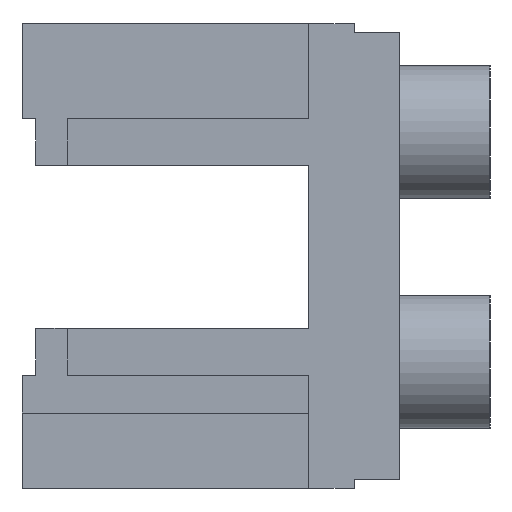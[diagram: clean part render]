
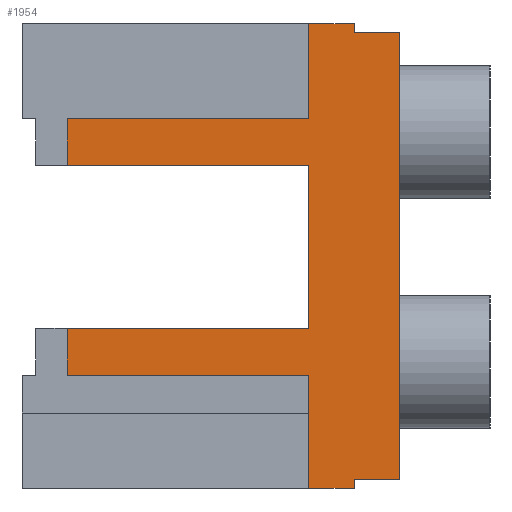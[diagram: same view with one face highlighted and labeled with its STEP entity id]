
A CAD part, left-side view. The second image highlights one B-rep face of the part: STEP entity #1954.
In plain terms, the highlighted planar face has unit normal (-1, 0, 0).
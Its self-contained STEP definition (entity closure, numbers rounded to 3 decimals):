
#1954=ADVANCED_FACE('',(#3408),#2686,.T.);
#2686=PLANE('',#19866);
#3408=FACE_OUTER_BOUND('',#4629,.T.);
#4629=EDGE_LOOP('',(#9828,#9829,#9830,#9831,#9832,#9833,#9834,#9835,#9836,
#9837,#9838,#9839,#9840,#9841,#9842,#9843));
#9828=ORIENTED_EDGE('',*,*,#14889,.T.);
#9829=ORIENTED_EDGE('',*,*,#14750,.T.);
#9830=ORIENTED_EDGE('',*,*,#14765,.F.);
#9831=ORIENTED_EDGE('',*,*,#14772,.T.);
#9832=ORIENTED_EDGE('',*,*,#14779,.T.);
#9833=ORIENTED_EDGE('',*,*,#14870,.T.);
#9834=ORIENTED_EDGE('',*,*,#14862,.F.);
#9835=ORIENTED_EDGE('',*,*,#14853,.T.);
#9836=ORIENTED_EDGE('',*,*,#14844,.T.);
#9837=ORIENTED_EDGE('',*,*,#14890,.T.);
#9838=ORIENTED_EDGE('',*,*,#14891,.T.);
#9839=ORIENTED_EDGE('',*,*,#14892,.T.);
#9840=ORIENTED_EDGE('',*,*,#14893,.T.);
#9841=ORIENTED_EDGE('',*,*,#14894,.T.);
#9842=ORIENTED_EDGE('',*,*,#14564,.T.);
#9843=ORIENTED_EDGE('',*,*,#14887,.T.);
#12176=VERTEX_POINT('',#29582);
#12177=VERTEX_POINT('',#29584);
#12312=VERTEX_POINT('',#29968);
#12313=VERTEX_POINT('',#29969);
#12323=VERTEX_POINT('',#30004);
#12326=VERTEX_POINT('',#30016);
#12330=VERTEX_POINT('',#30030);
#12377=VERTEX_POINT('',#30161);
#12378=VERTEX_POINT('',#30163);
#12384=VERTEX_POINT('',#30181);
#12391=VERTEX_POINT('',#30206);
#12405=VERTEX_POINT('',#30253);
#12406=VERTEX_POINT('',#30260);
#12407=VERTEX_POINT('',#30262);
#12408=VERTEX_POINT('',#30264);
#12409=VERTEX_POINT('',#30266);
#14564=EDGE_CURVE('',#12177,#12176,#16168,.T.);
#14750=EDGE_CURVE('',#12312,#12313,#16293,.T.);
#14765=EDGE_CURVE('',#12323,#12313,#16305,.T.);
#14772=EDGE_CURVE('',#12323,#12326,#16312,.T.);
#14779=EDGE_CURVE('',#12326,#12330,#16318,.T.);
#14844=EDGE_CURVE('',#12378,#12377,#16383,.T.);
#14853=EDGE_CURVE('',#12384,#12378,#16391,.T.);
#14862=EDGE_CURVE('',#12384,#12391,#16398,.T.);
#14870=EDGE_CURVE('',#12330,#12391,#16405,.T.);
#14887=EDGE_CURVE('',#12176,#12405,#16422,.T.);
#14889=EDGE_CURVE('',#12405,#12312,#16424,.T.);
#14890=EDGE_CURVE('',#12377,#12406,#16425,.T.);
#14891=EDGE_CURVE('',#12406,#12407,#16426,.T.);
#14892=EDGE_CURVE('',#12407,#12408,#16427,.T.);
#14893=EDGE_CURVE('',#12408,#12409,#16428,.T.);
#14894=EDGE_CURVE('',#12409,#12177,#16429,.T.);
#16168=LINE('',#29583,#17692);
#16293=LINE('',#29967,#17817);
#16305=LINE('',#30005,#17829);
#16312=LINE('',#30017,#17836);
#16318=LINE('',#30031,#17842);
#16383=LINE('',#30162,#17907);
#16391=LINE('',#30180,#17915);
#16398=LINE('',#30205,#17922);
#16405=LINE('',#30221,#17929);
#16422=LINE('',#30254,#17946);
#16424=LINE('',#30257,#17948);
#16425=LINE('',#30259,#17949);
#16426=LINE('',#30261,#17950);
#16427=LINE('',#30263,#17951);
#16428=LINE('',#30265,#17952);
#16429=LINE('',#30267,#17953);
#17692=VECTOR('',#24443,1.);
#17817=VECTOR('',#24816,1.);
#17829=VECTOR('',#24842,1.);
#17836=VECTOR('',#24853,1.);
#17842=VECTOR('',#24867,1.);
#17907=VECTOR('',#24970,1.);
#17915=VECTOR('',#24986,1.);
#17922=VECTOR('',#25001,1.);
#17929=VECTOR('',#25018,1.);
#17946=VECTOR('',#25045,1.);
#17948=VECTOR('',#25049,1.);
#17949=VECTOR('',#25052,1.);
#17950=VECTOR('',#25053,1.);
#17951=VECTOR('',#25054,1.);
#17952=VECTOR('',#25055,1.);
#17953=VECTOR('',#25056,1.);
#19866=AXIS2_PLACEMENT_3D('',#30268,#25057,#25058);
#24443=DIRECTION('',(0.,0.,1.));
#24816=DIRECTION('',(0.,1.,0.));
#24842=DIRECTION('',(0.,0.,1.));
#24853=DIRECTION('',(0.,-1.,0.));
#24867=DIRECTION('',(0.,0.,-1.));
#24970=DIRECTION('',(0.,0.,-1.));
#24986=DIRECTION('',(0.,-1.,0.));
#25001=DIRECTION('',(0.,0.,1.));
#25018=DIRECTION('',(0.,1.,0.));
#25045=DIRECTION('',(0.,1.,0.));
#25049=DIRECTION('',(0.,0.,-1.));
#25052=DIRECTION('',(0.,-1.,0.));
#25053=DIRECTION('',(0.,0.,1.));
#25054=DIRECTION('',(0.,-1.,0.));
#25055=DIRECTION('',(0.,0.,1.));
#25056=DIRECTION('',(0.,1.,0.));
#25057=DIRECTION('',(-1.,0.,0.));
#25058=DIRECTION('',(0.,-1.,0.));
#29582=CARTESIAN_POINT('',(-47.5,1.5,7.7));
#29583=CARTESIAN_POINT('',(-47.5,1.5,7.4));
#29584=CARTESIAN_POINT('',(-47.5,1.5,7.4));
#29967=CARTESIAN_POINT('',(-47.5,3.,4.55));
#29968=CARTESIAN_POINT('',(-47.5,3.,4.55));
#29969=CARTESIAN_POINT('',(-47.5,11.,4.55));
#30004=CARTESIAN_POINT('',(-47.5,11.,3.));
#30005=CARTESIAN_POINT('',(-47.5,11.,3.));
#30016=CARTESIAN_POINT('',(-47.5,3.,3.));
#30017=CARTESIAN_POINT('',(-47.5,11.,3.));
#30030=CARTESIAN_POINT('',(-47.5,3.,-2.4));
#30031=CARTESIAN_POINT('',(-47.5,3.,3.));
#30161=CARTESIAN_POINT('',(-47.5,3.,-7.7));
#30162=CARTESIAN_POINT('',(-47.5,3.,-3.95));
#30163=CARTESIAN_POINT('',(-47.5,3.,-3.95));
#30180=CARTESIAN_POINT('',(-47.5,11.,-3.95));
#30181=CARTESIAN_POINT('',(-47.5,11.,-3.95));
#30205=CARTESIAN_POINT('',(-47.5,11.,-3.95));
#30206=CARTESIAN_POINT('',(-47.5,11.,-2.4));
#30221=CARTESIAN_POINT('',(-47.5,3.,-2.4));
#30253=CARTESIAN_POINT('',(-47.5,3.,7.7));
#30254=CARTESIAN_POINT('',(-47.5,1.5,7.7));
#30257=CARTESIAN_POINT('',(-47.5,3.,7.7));
#30259=CARTESIAN_POINT('',(-47.5,3.,-7.7));
#30260=CARTESIAN_POINT('',(-47.5,1.5,-7.7));
#30261=CARTESIAN_POINT('',(-47.5,1.5,-7.7));
#30262=CARTESIAN_POINT('',(-47.5,1.5,-7.4));
#30263=CARTESIAN_POINT('',(-47.5,1.5,-7.4));
#30264=CARTESIAN_POINT('',(-47.5,0.,-7.4));
#30265=CARTESIAN_POINT('',(-47.5,0.,-7.4));
#30266=CARTESIAN_POINT('',(-47.5,0.,7.4));
#30267=CARTESIAN_POINT('',(-47.5,0.,7.4));
#30268=CARTESIAN_POINT('',(-47.5,11.,-7.7));
